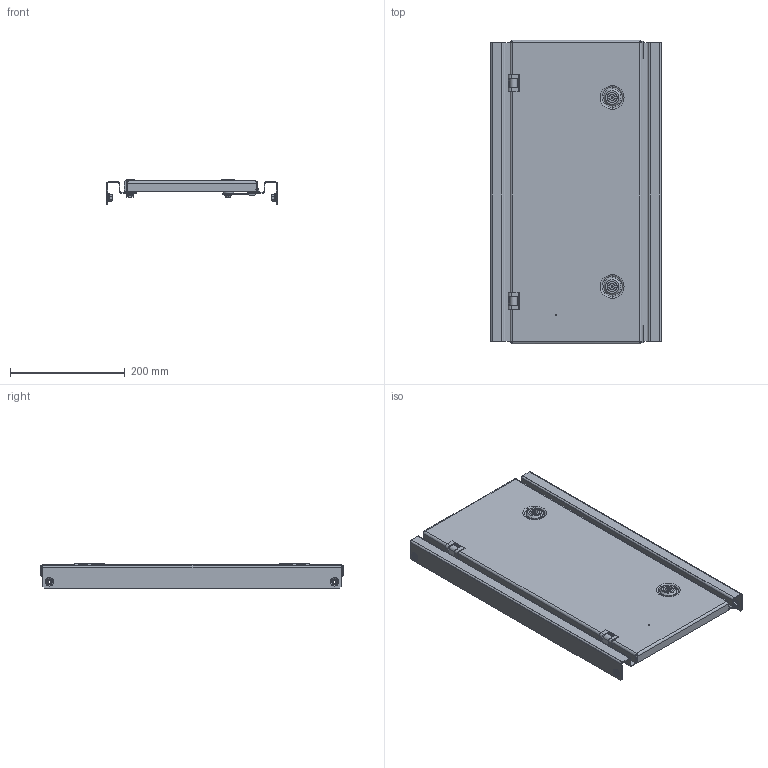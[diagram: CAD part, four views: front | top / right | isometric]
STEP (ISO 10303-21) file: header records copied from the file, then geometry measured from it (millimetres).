
FILE_DESCRIPTION (( 'STEP AP203' ), '1' );
FILE_NAME ('U8017603002 Êîìïëåêò äëÿ óñòàíîâêè âíóòðåííåé äâåðêè UC2 60.30 (000.801.245-09).STEP', '2022-04-29T06:42:03', ( '' ), ( '' ), 'SwSTEP 2.0', 'SolidWorks 2017', '' );
FILE_SCHEMA (( 'CONFIG_CONTROL_DESIGN' ));
Length unit declared in the file: millimetre
Products named in the file (18): 嵑殧趌6402_6; 嵑殧趌11371_6; hex flange nut_din_Hexagon Flange Nut DIN 6923 - M6 - N; 044-82 逄闉 鳱歑膱; 鍔錓_7798_M6x8; ч瀁禬п-1_00; U8017603002 Êîìïëåêò äëÿ óñòàíîâêè âíóòðåííåé äâåðêè UC2 60.30 (000.801.245-09); 扻豵鵨_п-1; ïîëóïåòëÿ âíóòðåííÿÿ; ïîëóïåòëÿ âíåøíÿÿ; 012-1803 眈翴錪 鳱歑膱_09 (60.30); Ïåòëÿ óãëîâàÿ äëÿ øêàôîâ UC USOLA_§ ªàëâ®; 鎔艜_17473_M6x12; 026-745 赶鎀鍧_03 (600); 063 1-1-01-37 Çàìîê ïîä àíãëèéñêèé êëþ÷ Mesan_00; Øïèëüêà çàçåìëåíèÿ CKF CS_Œ6å16; 000.207.194 Äâåðêà âíóòðåííÿÿ UC2_09 (60.30); øòûðü
Assembly tree (28 placements, depth 3):
  U8017603002 Êîìïëåêò äëÿ óñòàíîâêè âíóòðåííåé äâåðêè UC2 60.30 (000.801.245-09)
    000.207.194 Äâåðêà âíóòðåííÿÿ UC2_09 (60.30)
      012-1803 眈翴錪 鳱歑膱_09 (60.30)
      Øïèëüêà çàçåìëåíèÿ CKF CS_Œ6å16
    026-745 赶鎀鍧_03 (600)  x2
    hex flange nut_din_Hexagon Flange Nut DIN 6923 - M6 - N  x4
    Ïåòëÿ óãëîâàÿ äëÿ øêàôîâ UC USOLA_§ ªàëâ®  x2
      ïîëóïåòëÿ âíåøíÿÿ
      ïîëóïåòëÿ âíóòðåííÿÿ
      øòûðü
    鍔錓_7798_M6x8  x2
    嵑殧趌11371_6  x2
    嵑殧趌6402_6  x2
    063 1-1-01-37 Çàìîê ïîä àíãëèéñêèé êëþ÷ Mesan_00  x2
      扻豵鵨_п-1
      ч瀁禬п-1_00
      嵑殧趌11371_6
      鎔艜_17473_M6x12
    044-82 逄闉 鳱歑膱  x2
Bounding box: 297.75 x 530 x 42.5 mm (x, y, z)
Volume: 503234.3 mm3; surface area: 561627.8 mm2
Topology: 30 solids, 32 shells, 923 faces, 2174 edges, 1350 vertices
Faces by surface type: plane 467, cylinder 282, cone 74, torus 56, bspline 40, sphere 4
Entity records: 16887 total; most frequent: CARTESIAN_POINT 3272, DIRECTION 2475, ORIENTED_EDGE 2294, EDGE_CURVE 1147, AXIS2_PLACEMENT_3D 897, VERTEX_POINT 716, LINE 681, VECTOR 681
